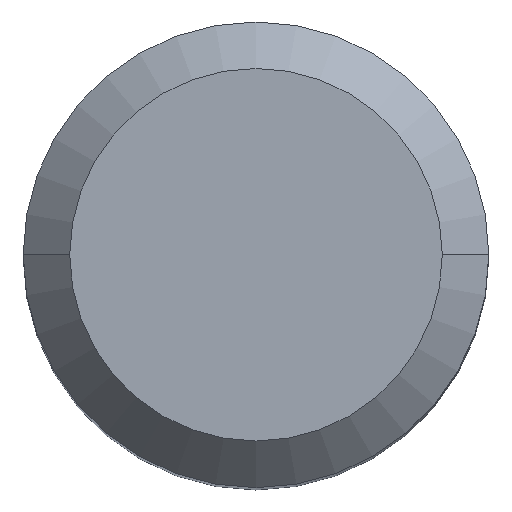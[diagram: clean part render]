
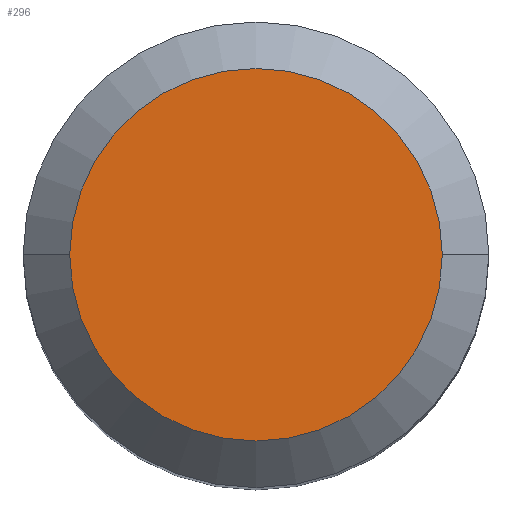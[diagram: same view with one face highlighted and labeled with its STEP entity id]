
A CAD part, top view. The second image highlights one B-rep face of the part: STEP entity #296.
In plain terms, the highlighted planar face has unit normal (0, 0, 1).
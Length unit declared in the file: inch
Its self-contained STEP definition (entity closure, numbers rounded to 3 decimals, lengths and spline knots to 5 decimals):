
#1 = PLANE ( 'NONE',  #348 ) ;
#26 = DIRECTION ( 'NONE',  ( 0., 0., 1. ) ) ;
#78 = CARTESIAN_POINT ( 'NONE',  ( 0.25196, 0., 0. ) ) ;
#85 = DIRECTION ( 'NONE',  ( 1., 0., 0. ) ) ;
#87 = EDGE_CURVE ( 'NONE', #110, #358, #288, .T. ) ;
#110 = VERTEX_POINT ( 'NONE', #437 ) ;
#145 = EDGE_CURVE ( 'NONE', #358, #110, #307, .T. ) ;
#152 = AXIS2_PLACEMENT_3D ( 'NONE', #246, #335, #256 ) ;
#185 = FACE_OUTER_BOUND ( 'NONE', #386, .T. ) ;
#212 = AXIS2_PLACEMENT_3D ( 'NONE', #359, #26, #85 ) ;
#225 = ORIENTED_EDGE ( 'NONE', *, *, #145, .T. ) ;
#246 = CARTESIAN_POINT ( 'NONE',  ( 0., 0., 0. ) ) ;
#256 = DIRECTION ( 'NONE',  ( 1., 0., 0. ) ) ;
#288 = CIRCLE ( 'NONE', #212, 0.25196 ) ;
#296 = ADVANCED_FACE ( 'NONE', ( #185 ), #1, .F. ) ;
#303 = DIRECTION ( 'NONE',  ( 0., 0., -1. ) ) ;
#307 = CIRCLE ( 'NONE', #152, 0.25196 ) ;
#332 = ORIENTED_EDGE ( 'NONE', *, *, #87, .T. ) ;
#335 = DIRECTION ( 'NONE',  ( 0., 0., 1. ) ) ;
#345 = CARTESIAN_POINT ( 'NONE',  ( 0., 0., 0. ) ) ;
#348 = AXIS2_PLACEMENT_3D ( 'NONE', #345, #303, #421 ) ;
#358 = VERTEX_POINT ( 'NONE', #78 ) ;
#359 = CARTESIAN_POINT ( 'NONE',  ( 0., 0., 0. ) ) ;
#386 = EDGE_LOOP ( 'NONE', ( #332, #225 ) ) ;
#421 = DIRECTION ( 'NONE',  ( -1., 0., 0. ) ) ;
#437 = CARTESIAN_POINT ( 'NONE',  ( -0.25196, 0., 0. ) ) ;
